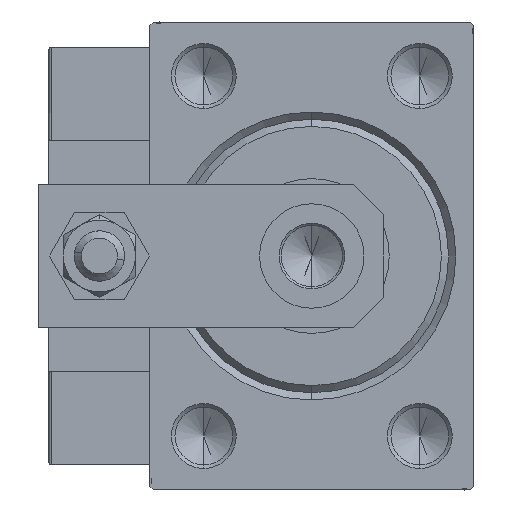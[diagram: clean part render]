
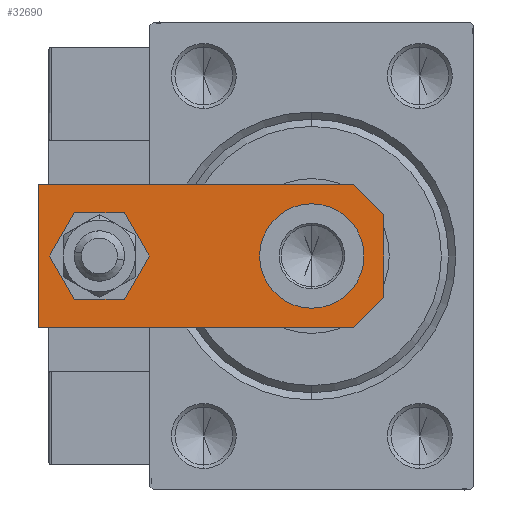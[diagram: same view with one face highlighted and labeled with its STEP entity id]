
A CAD part, left-side view. The second image highlights one B-rep face of the part: STEP entity #32690.
In plain terms, the highlighted face is planar.
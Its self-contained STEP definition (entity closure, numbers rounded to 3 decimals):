
#247 = CARTESIAN_POINT ( 'NONE',  ( 10., 48., 6. ) ) ;
#324 = DIRECTION ( 'NONE',  ( 1., 0., 0. ) ) ;
#402 = PLANE ( 'NONE',  #48304 ) ;
#456 = VERTEX_POINT ( 'NONE', #25725 ) ;
#748 = VECTOR ( 'NONE', #19505, 1000. ) ;
#2206 = LINE ( 'NONE', #14040, #35130 ) ;
#2696 = CARTESIAN_POINT ( 'NONE',  ( -10., 48., 6. ) ) ;
#3153 = EDGE_LOOP ( 'NONE', ( #28242, #20704 ) ) ;
#3488 = VERTEX_POINT ( 'NONE', #4700 ) ;
#3777 = CARTESIAN_POINT ( 'NONE',  ( 5.76, 0., 6. ) ) ;
#4232 = AXIS2_PLACEMENT_3D ( 'NONE', #48497, #5440, #9395 ) ;
#4700 = CARTESIAN_POINT ( 'NONE',  ( 7.25, 10., 6. ) ) ;
#4976 = EDGE_CURVE ( 'NONE', #29911, #7808, #12217, .T. ) ;
#5067 = DIRECTION ( 'NONE',  ( 0., 0., 1. ) ) ;
#5440 = DIRECTION ( 'NONE',  ( 0., 0., 1. ) ) ;
#7698 = DIRECTION ( 'NONE',  ( 0.707, -0.707, 0. ) ) ;
#7808 = VERTEX_POINT ( 'NONE', #26546 ) ;
#7949 = CARTESIAN_POINT ( 'NONE',  ( 10., 48., 6. ) ) ;
#8255 = FACE_OUTER_BOUND ( 'NONE', #27622, .T. ) ;
#9362 = CIRCLE ( 'NONE', #11879, 7.25 ) ;
#9395 = DIRECTION ( 'NONE',  ( 1., 0., 0. ) ) ;
#9447 = ORIENTED_EDGE ( 'NONE', *, *, #50494, .F. ) ;
#10875 = DIRECTION ( 'NONE',  ( 0., 1., 0. ) ) ;
#11492 = CIRCLE ( 'NONE', #33279, 4. ) ;
#11879 = AXIS2_PLACEMENT_3D ( 'NONE', #44630, #36502, #324 ) ;
#11955 = DIRECTION ( 'NONE',  ( 1., 0., 0. ) ) ;
#12019 = ORIENTED_EDGE ( 'NONE', *, *, #22701, .F. ) ;
#12169 = CARTESIAN_POINT ( 'NONE',  ( -2.88, -2.88, 6. ) ) ;
#12217 = LINE ( 'NONE', #40279, #45810 ) ;
#12505 = VECTOR ( 'NONE', #13400, 1000. ) ;
#12737 = DIRECTION ( 'NONE',  ( 0.707, 0.707, 0. ) ) ;
#12799 = ORIENTED_EDGE ( 'NONE', *, *, #36320, .T. ) ;
#13228 = EDGE_CURVE ( 'NONE', #42533, #46657, #43894, .T. ) ;
#13400 = DIRECTION ( 'NONE',  ( 1., 0., 0. ) ) ;
#14016 = EDGE_CURVE ( 'NONE', #7808, #42533, #2206, .T. ) ;
#14040 = CARTESIAN_POINT ( 'NONE',  ( 10., 0., 6. ) ) ;
#15061 = ORIENTED_EDGE ( 'NONE', *, *, #14016, .T. ) ;
#15798 = EDGE_CURVE ( 'NONE', #25159, #456, #41902, .T. ) ;
#17152 = DIRECTION ( 'NONE',  ( 1., 0., 0. ) ) ;
#17168 = CARTESIAN_POINT ( 'NONE',  ( -5.76, 0., 6. ) ) ;
#19505 = DIRECTION ( 'NONE',  ( -1., 0., 0. ) ) ;
#20704 = ORIENTED_EDGE ( 'NONE', *, *, #15798, .F. ) ;
#22082 = CARTESIAN_POINT ( 'NONE',  ( 0., 10., 6. ) ) ;
#22701 = EDGE_CURVE ( 'NONE', #48915, #3488, #9362, .T. ) ;
#25159 = VERTEX_POINT ( 'NONE', #37541 ) ;
#25725 = CARTESIAN_POINT ( 'NONE',  ( -4., 39.5, 6. ) ) ;
#26546 = CARTESIAN_POINT ( 'NONE',  ( 10., 4.24, 6. ) ) ;
#27622 = EDGE_LOOP ( 'NONE', ( #12799, #42888, #30347, #47607, #15061, #35876 ) ) ;
#27902 = LINE ( 'NONE', #12169, #43133 ) ;
#28242 = ORIENTED_EDGE ( 'NONE', *, *, #37866, .F. ) ;
#28448 = FACE_BOUND ( 'NONE', #3153, .T. ) ;
#29287 = CARTESIAN_POINT ( 'NONE',  ( -10., 4.24, 6. ) ) ;
#29821 = EDGE_CURVE ( 'NONE', #36773, #49175, #27902, .T. ) ;
#29911 = VERTEX_POINT ( 'NONE', #3777 ) ;
#30347 = ORIENTED_EDGE ( 'NONE', *, *, #42259, .T. ) ;
#32690 = ADVANCED_FACE ( 'NONE', ( #28448, #8255, #43423 ), #402, .T. ) ;
#33279 = AXIS2_PLACEMENT_3D ( 'NONE', #48900, #5067, #17152 ) ;
#33327 = CARTESIAN_POINT ( 'NONE',  ( -10., 0., 6. ) ) ;
#33616 = CIRCLE ( 'NONE', #43641, 7.25 ) ;
#33637 = DIRECTION ( 'NONE',  ( 0., 0., 1. ) ) ;
#35130 = VECTOR ( 'NONE', #10875, 1000. ) ;
#35876 = ORIENTED_EDGE ( 'NONE', *, *, #13228, .T. ) ;
#36320 = EDGE_CURVE ( 'NONE', #46657, #36773, #49941, .T. ) ;
#36502 = DIRECTION ( 'NONE',  ( 0., 0., 1. ) ) ;
#36773 = VERTEX_POINT ( 'NONE', #29287 ) ;
#37267 = LINE ( 'NONE', #33327, #12505 ) ;
#37541 = CARTESIAN_POINT ( 'NONE',  ( 4., 39.5, 6. ) ) ;
#37866 = EDGE_CURVE ( 'NONE', #456, #25159, #11492, .T. ) ;
#38444 = CARTESIAN_POINT ( 'NONE',  ( -10., 48., 6. ) ) ;
#39239 = DIRECTION ( 'NONE',  ( 0., 0., 1. ) ) ;
#40114 = CARTESIAN_POINT ( 'NONE',  ( -7.25, 10., 6. ) ) ;
#40279 = CARTESIAN_POINT ( 'NONE',  ( 2.88, -2.88, 6. ) ) ;
#41902 = CIRCLE ( 'NONE', #4232, 4. ) ;
#42259 = EDGE_CURVE ( 'NONE', #49175, #29911, #37267, .T. ) ;
#42533 = VERTEX_POINT ( 'NONE', #247 ) ;
#42577 = DIRECTION ( 'NONE',  ( 0., -1., 0. ) ) ;
#42888 = ORIENTED_EDGE ( 'NONE', *, *, #29821, .T. ) ;
#43133 = VECTOR ( 'NONE', #7698, 1000. ) ;
#43423 = FACE_BOUND ( 'NONE', #48537, .T. ) ;
#43641 = AXIS2_PLACEMENT_3D ( 'NONE', #22082, #33637, #46737 ) ;
#43894 = LINE ( 'NONE', #7949, #748 ) ;
#44630 = CARTESIAN_POINT ( 'NONE',  ( 0., 10., 6. ) ) ;
#45810 = VECTOR ( 'NONE', #12737, 1000. ) ;
#45907 = VECTOR ( 'NONE', #42577, 1000. ) ;
#46657 = VERTEX_POINT ( 'NONE', #38444 ) ;
#46737 = DIRECTION ( 'NONE',  ( 1., 0., 0. ) ) ;
#47607 = ORIENTED_EDGE ( 'NONE', *, *, #4976, .T. ) ;
#47630 = CARTESIAN_POINT ( 'NONE',  ( 0., 0., 6. ) ) ;
#48304 = AXIS2_PLACEMENT_3D ( 'NONE', #47630, #39239, #11955 ) ;
#48497 = CARTESIAN_POINT ( 'NONE',  ( 0., 39.5, 6. ) ) ;
#48537 = EDGE_LOOP ( 'NONE', ( #12019, #9447 ) ) ;
#48900 = CARTESIAN_POINT ( 'NONE',  ( 0., 39.5, 6. ) ) ;
#48915 = VERTEX_POINT ( 'NONE', #40114 ) ;
#49175 = VERTEX_POINT ( 'NONE', #17168 ) ;
#49941 = LINE ( 'NONE', #2696, #45907 ) ;
#50494 = EDGE_CURVE ( 'NONE', #3488, #48915, #33616, .T. ) ;
